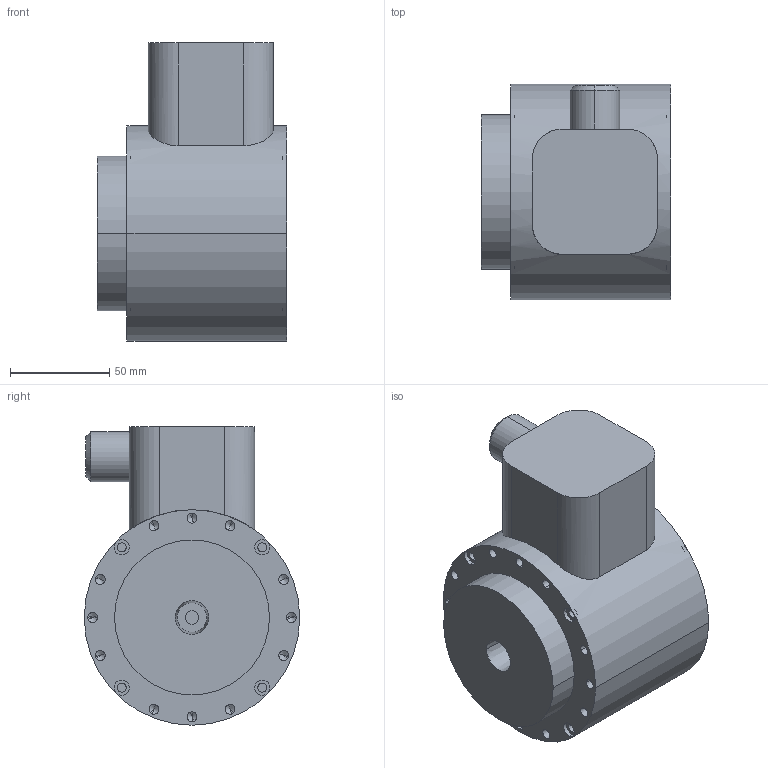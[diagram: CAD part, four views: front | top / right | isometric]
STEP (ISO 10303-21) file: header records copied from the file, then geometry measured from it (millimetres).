
FILE_DESCRIPTION((''),'2;1');
FILE_NAME('DM_CAD1905_KONUS-STECHW','2013-12-12T',('creinig-se'),(''),'PRO/ENGINEER BY PARAMETRIC TECHNOLOGY CORPORATION, 2013050','PRO/ENGINEER BY PARAMETRIC TECHNOLOGY CORPORATION, 2013050','');
FILE_SCHEMA(('CONFIG_CONTROL_DESIGN'));
Length unit declared in the file: millimetre
Products named in the file (1): DM_CAD1905_KONUS-STECHW
Bounding box: 95.5 x 108.5 x 150.25 mm (x, y, z)
Volume: 983066.5 mm3; surface area: 68895.8 mm2
Topology: 1 solids, 1 shells, 173 faces, 398 edges, 224 vertices
Faces by surface type: cylinder 94, cone 52, plane 27
Entity records: 5736 total; most frequent: DIRECTION 882, CARTESIAN_POINT 791, ORIENTED_EDGE 700, AXIS2_PLACEMENT_3D 363, PRESENTATION_STYLE_ASSIGNMENT 351, STYLED_ITEM 351, CURVE_STYLE 350, EDGE_CURVE 350
